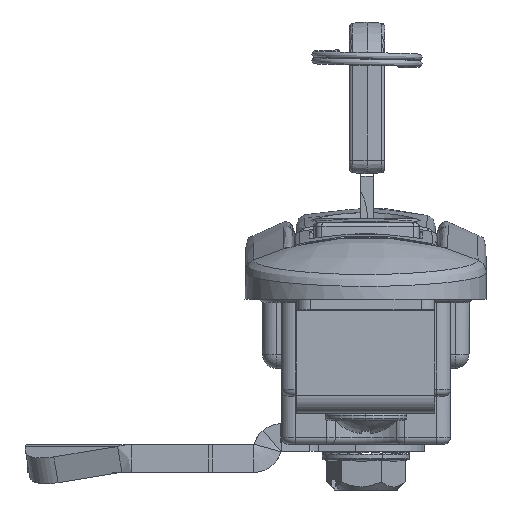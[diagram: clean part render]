
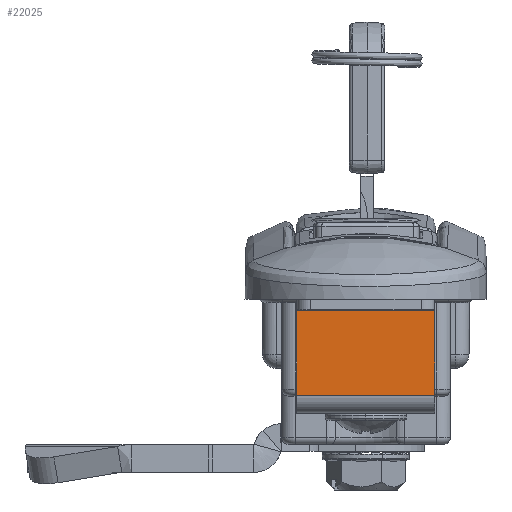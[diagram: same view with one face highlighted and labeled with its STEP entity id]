
A CAD part, left-side view. The second image highlights one B-rep face of the part: STEP entity #22025.
In plain terms, the highlighted planar face has unit normal (-1, 0, 0).
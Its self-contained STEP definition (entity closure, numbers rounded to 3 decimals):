
#185 = VECTOR ( 'NONE', #29598, 1000. ) ;
#712 = LINE ( 'NONE', #12495, #23940 ) ;
#1181 = DIRECTION ( 'NONE',  ( 0., -1., 0. ) ) ;
#1482 = AXIS2_PLACEMENT_3D ( 'NONE', #36700, #16023, #19551 ) ;
#1836 = EDGE_CURVE ( 'NONE', #2431, #24873, #27596, .T. ) ;
#2224 = CARTESIAN_POINT ( 'NONE',  ( -80.45, -10., -1.6 ) ) ;
#2414 = VECTOR ( 'NONE', #1181, 1000. ) ;
#2431 = VERTEX_POINT ( 'NONE', #25901 ) ;
#2693 = LINE ( 'NONE', #38489, #185 ) ;
#3828 = DIRECTION ( 'NONE',  ( 0., 0., -1. ) ) ;
#4638 = ORIENTED_EDGE ( 'NONE', *, *, #15656, .F. ) ;
#4901 = CARTESIAN_POINT ( 'NONE',  ( -80.45, 10., -1.6 ) ) ;
#5256 = CARTESIAN_POINT ( 'NONE',  ( -80.45, -10., -13.9 ) ) ;
#6948 = ORIENTED_EDGE ( 'NONE', *, *, #19749, .T. ) ;
#11371 = CARTESIAN_POINT ( 'NONE',  ( -80.45, 10., -13.9 ) ) ;
#12052 = VECTOR ( 'NONE', #3828, 1000. ) ;
#12495 = CARTESIAN_POINT ( 'NONE',  ( -80.45, 10., -13.9 ) ) ;
#13007 = ORIENTED_EDGE ( 'NONE', *, *, #21862, .F. ) ;
#13350 = VERTEX_POINT ( 'NONE', #5256 ) ;
#15656 = EDGE_CURVE ( 'NONE', #2431, #30197, #37723, .T. ) ;
#15988 = CARTESIAN_POINT ( 'NONE',  ( -80.45, 10., -1.5 ) ) ;
#16023 = DIRECTION ( 'NONE',  ( -1., 0., 0. ) ) ;
#17002 = EDGE_LOOP ( 'NONE', ( #13007, #4638, #23992, #6948 ) ) ;
#19551 = DIRECTION ( 'NONE',  ( 0., 1., 0. ) ) ;
#19749 = EDGE_CURVE ( 'NONE', #24873, #13350, #712, .T. ) ;
#21862 = EDGE_CURVE ( 'NONE', #30197, #13350, #2693, .T. ) ;
#22025 = ADVANCED_FACE ( 'NONE', ( #24671 ), #30960, .T. ) ;
#23940 = VECTOR ( 'NONE', #24273, 1000. ) ;
#23992 = ORIENTED_EDGE ( 'NONE', *, *, #1836, .T. ) ;
#24273 = DIRECTION ( 'NONE',  ( 0., -1., 0. ) ) ;
#24671 = FACE_OUTER_BOUND ( 'NONE', #17002, .T. ) ;
#24873 = VERTEX_POINT ( 'NONE', #11371 ) ;
#25901 = CARTESIAN_POINT ( 'NONE',  ( -80.45, 10., -1.6 ) ) ;
#27596 = LINE ( 'NONE', #15988, #12052 ) ;
#29598 = DIRECTION ( 'NONE',  ( 0., 0., -1. ) ) ;
#30197 = VERTEX_POINT ( 'NONE', #2224 ) ;
#30960 = PLANE ( 'NONE',  #1482 ) ;
#36700 = CARTESIAN_POINT ( 'NONE',  ( -80.45, 10., -1.5 ) ) ;
#37723 = LINE ( 'NONE', #4901, #2414 ) ;
#38489 = CARTESIAN_POINT ( 'NONE',  ( -80.45, -10., -1.5 ) ) ;
